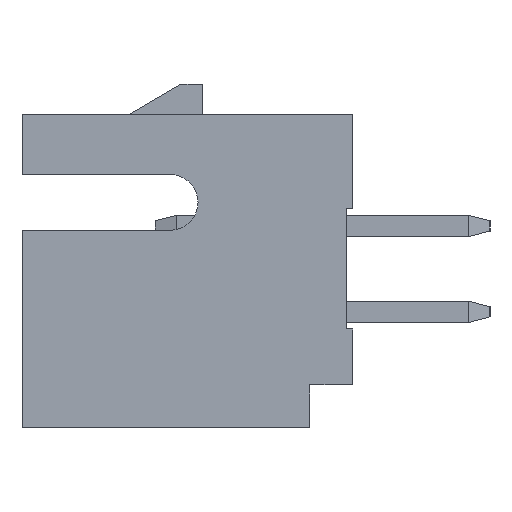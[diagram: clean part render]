
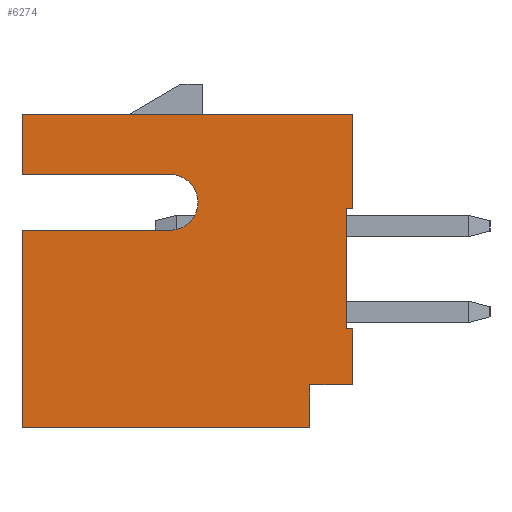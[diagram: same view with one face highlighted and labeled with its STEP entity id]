
A CAD part, left-side view. The second image highlights one B-rep face of the part: STEP entity #6274.
In plain terms, the highlighted planar face has unit normal (-1, 0, 0).
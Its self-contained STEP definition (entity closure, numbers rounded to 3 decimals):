
#5=DIRECTION('',(0.,0.,1.));
#6=VECTOR('',#5,1.3);
#7=CARTESIAN_POINT('',(-14.,0.,-2.65));
#8=LINE('',#7,#6);
#25=DIRECTION('',(0.,0.,1.));
#26=VECTOR('',#25,2.2);
#27=CARTESIAN_POINT('',(-14.,0.,1.45));
#28=LINE('',#27,#26);
#74=DIRECTION('',(0.,0.,1.));
#75=VECTOR('',#74,1.);
#76=CARTESIAN_POINT('',(-14.,1.,-3.65));
#77=LINE('',#76,#75);
#78=DIRECTION('',(0.,1.,0.));
#79=VECTOR('',#78,6.7);
#80=CARTESIAN_POINT('',(-14.,1.,-3.65));
#81=LINE('',#80,#79);
#82=DIRECTION('',(0.,-1.,0.));
#83=VECTOR('',#82,3.45);
#84=CARTESIAN_POINT('',(-14.,7.7,0.95));
#85=LINE('',#84,#83);
#86=CARTESIAN_POINT('',(-14.,4.25,1.6));
#87=DIRECTION('',(1.,0.,0.));
#88=DIRECTION('',(0.,0.,1.));
#89=AXIS2_PLACEMENT_3D('',#86,#87,#88);
#91=DIRECTION('',(0.,-1.,0.));
#92=VECTOR('',#91,3.45);
#93=CARTESIAN_POINT('',(-14.,7.7,2.25));
#94=LINE('',#93,#92);
#95=DIRECTION('',(0.,1.,0.));
#96=VECTOR('',#95,0.15);
#97=CARTESIAN_POINT('',(-14.,0.,1.45));
#98=LINE('',#97,#96);
#99=DIRECTION('',(0.,0.,1.));
#100=VECTOR('',#99,2.8);
#101=CARTESIAN_POINT('',(-14.,0.15,-1.35));
#102=LINE('',#101,#100);
#103=DIRECTION('',(0.,1.,0.));
#104=VECTOR('',#103,0.15);
#105=CARTESIAN_POINT('',(-14.,0.,-1.35));
#106=LINE('',#105,#104);
#107=DIRECTION('',(0.,1.,0.));
#108=VECTOR('',#107,1.);
#109=CARTESIAN_POINT('',(-14.,0.,-2.65));
#110=LINE('',#109,#108);
#195=DIRECTION('',(0.,0.,1.));
#196=VECTOR('',#195,4.6);
#197=CARTESIAN_POINT('',(-14.,7.7,-3.65));
#198=LINE('',#197,#196);
#223=DIRECTION('',(0.,0.,1.));
#224=VECTOR('',#223,1.4);
#225=CARTESIAN_POINT('',(-14.,7.7,2.25));
#226=LINE('',#225,#224);
#925=DIRECTION('',(0.,1.,0.));
#926=VECTOR('',#925,7.7);
#927=CARTESIAN_POINT('',(-14.,0.,3.65));
#928=LINE('',#927,#926);
#4721=CARTESIAN_POINT('',(-14.,0.,3.65));
#4723=VERTEX_POINT('',#4721);
#4725=CARTESIAN_POINT('',(-14.,7.7,3.65));
#4726=VERTEX_POINT('',#4725);
#4733=CARTESIAN_POINT('',(-14.,0.,-2.65));
#4735=VERTEX_POINT('',#4733);
#4737=CARTESIAN_POINT('',(-14.,1.,-3.65));
#4738=CARTESIAN_POINT('',(-14.,1.,-2.65));
#4739=VERTEX_POINT('',#4737);
#4740=VERTEX_POINT('',#4738);
#4741=CARTESIAN_POINT('',(-14.,7.7,2.25));
#4742=CARTESIAN_POINT('',(-14.,4.25,2.25));
#4743=VERTEX_POINT('',#4741);
#4744=VERTEX_POINT('',#4742);
#4745=CARTESIAN_POINT('',(-14.,7.7,0.95));
#4746=CARTESIAN_POINT('',(-14.,4.25,0.95));
#4747=VERTEX_POINT('',#4745);
#4748=VERTEX_POINT('',#4746);
#4761=CARTESIAN_POINT('',(-14.,0.,-1.35));
#4762=VERTEX_POINT('',#4761);
#4765=CARTESIAN_POINT('',(-14.,7.7,-3.65));
#4766=VERTEX_POINT('',#4765);
#4779=CARTESIAN_POINT('',(-14.,0.,1.45));
#4780=VERTEX_POINT('',#4779);
#4781=CARTESIAN_POINT('',(-14.,0.15,-1.35));
#4782=VERTEX_POINT('',#4781);
#4783=CARTESIAN_POINT('',(-14.,0.15,1.45));
#4784=VERTEX_POINT('',#4783);
#6243=CARTESIAN_POINT('',(-14.,0.,-3.65));
#6244=DIRECTION('',(-1.,0.,0.));
#6245=DIRECTION('',(0.,0.,1.));
#6246=AXIS2_PLACEMENT_3D('',#6243,#6244,#6245);
#6247=PLANE('',#6246);
#6248=ORIENTED_EDGE('',*,*,#6234,.F.);
#6250=ORIENTED_EDGE('',*,*,#6249,.T.);
#6252=ORIENTED_EDGE('',*,*,#6251,.T.);
#6254=ORIENTED_EDGE('',*,*,#6253,.T.);
#6256=ORIENTED_EDGE('',*,*,#6255,.F.);
#6258=ORIENTED_EDGE('',*,*,#6257,.F.);
#6260=ORIENTED_EDGE('',*,*,#6259,.T.);
#6262=ORIENTED_EDGE('',*,*,#6261,.F.);
#6263=ORIENTED_EDGE('',*,*,#6174,.F.);
#6265=ORIENTED_EDGE('',*,*,#6264,.T.);
#6267=ORIENTED_EDGE('',*,*,#6266,.F.);
#6269=ORIENTED_EDGE('',*,*,#6268,.F.);
#6270=ORIENTED_EDGE('',*,*,#6156,.F.);
#6271=ORIENTED_EDGE('',*,*,#6191,.T.);
#6272=EDGE_LOOP('',(#6248,#6250,#6252,#6254,#6256,#6258,#6260,#6262,#6263,#6265,
#6267,#6269,#6270,#6271));
#6273=FACE_OUTER_BOUND('',#6272,.F.);
#90=CIRCLE('',#89,0.65);
#6156=EDGE_CURVE('',#4735,#4762,#8,.T.);
#6174=EDGE_CURVE('',#4780,#4723,#28,.T.);
#6191=EDGE_CURVE('',#4735,#4740,#110,.T.);
#6234=EDGE_CURVE('',#4739,#4740,#77,.T.);
#6249=EDGE_CURVE('',#4739,#4766,#81,.T.);
#6251=EDGE_CURVE('',#4766,#4747,#198,.T.);
#6253=EDGE_CURVE('',#4747,#4748,#85,.T.);
#6255=EDGE_CURVE('',#4744,#4748,#90,.T.);
#6257=EDGE_CURVE('',#4743,#4744,#94,.T.);
#6259=EDGE_CURVE('',#4743,#4726,#226,.T.);
#6261=EDGE_CURVE('',#4723,#4726,#928,.T.);
#6264=EDGE_CURVE('',#4780,#4784,#98,.T.);
#6266=EDGE_CURVE('',#4782,#4784,#102,.T.);
#6268=EDGE_CURVE('',#4762,#4782,#106,.T.);
#6274=ADVANCED_FACE('',(#6273),#6247,.T.);
